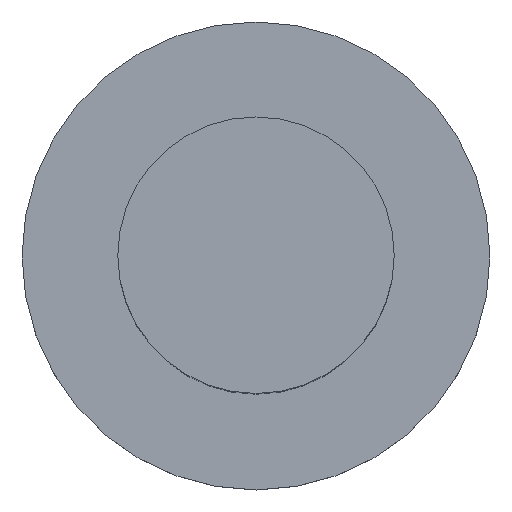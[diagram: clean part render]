
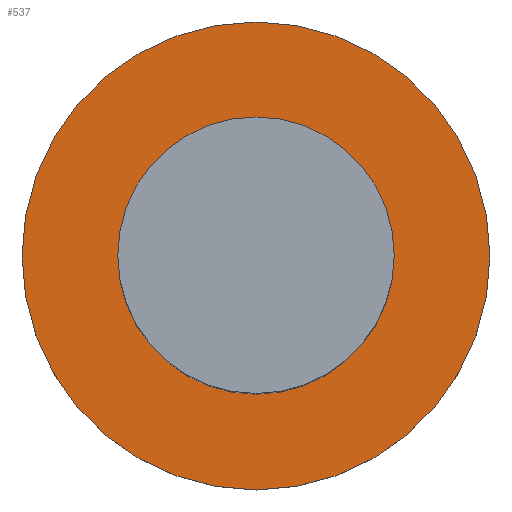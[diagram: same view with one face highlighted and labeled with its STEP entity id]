
A CAD part, top view. The second image highlights one B-rep face of the part: STEP entity #537.
In plain terms, the highlighted planar face has unit normal (0, 0, 1).
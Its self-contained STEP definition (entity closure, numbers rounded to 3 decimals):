
#50=FACE_BOUND('',#114,.T.);
#52=PLANE('',#596);
#75=FACE_OUTER_BOUND('',#113,.T.);
#113=EDGE_LOOP('',(#377));
#114=EDGE_LOOP('',(#378));
#212=CIRCLE('',#591,11.);
#214=CIRCLE('',#595,6.5);
#240=VERTEX_POINT('',#824);
#242=VERTEX_POINT('',#831);
#291=EDGE_CURVE('',#240,#240,#212,.T.);
#294=EDGE_CURVE('',#242,#242,#214,.F.);
#377=ORIENTED_EDGE('',*,*,#291,.T.);
#378=ORIENTED_EDGE('',*,*,#294,.F.);
#537=ADVANCED_FACE('',(#75,#50),#52,.T.);
#591=AXIS2_PLACEMENT_3D('',#826,#662,#663);
#595=AXIS2_PLACEMENT_3D('',#833,#671,#672);
#596=AXIS2_PLACEMENT_3D('',#834,#673,#674);
#662=DIRECTION('center_axis',(0.,0.,1.));
#663=DIRECTION('ref_axis',(1.,0.,0.));
#671=DIRECTION('center_axis',(0.,0.,-1.));
#672=DIRECTION('ref_axis',(1.,0.,0.));
#673=DIRECTION('center_axis',(0.,0.,1.));
#674=DIRECTION('ref_axis',(1.,0.,0.));
#824=CARTESIAN_POINT('',(-6.,20.,0.));
#826=CARTESIAN_POINT('Origin',(5.,20.,0.));
#831=CARTESIAN_POINT('',(-1.5,20.,0.));
#833=CARTESIAN_POINT('Origin',(5.,20.,0.));
#834=CARTESIAN_POINT('Origin',(5.,20.,0.));
